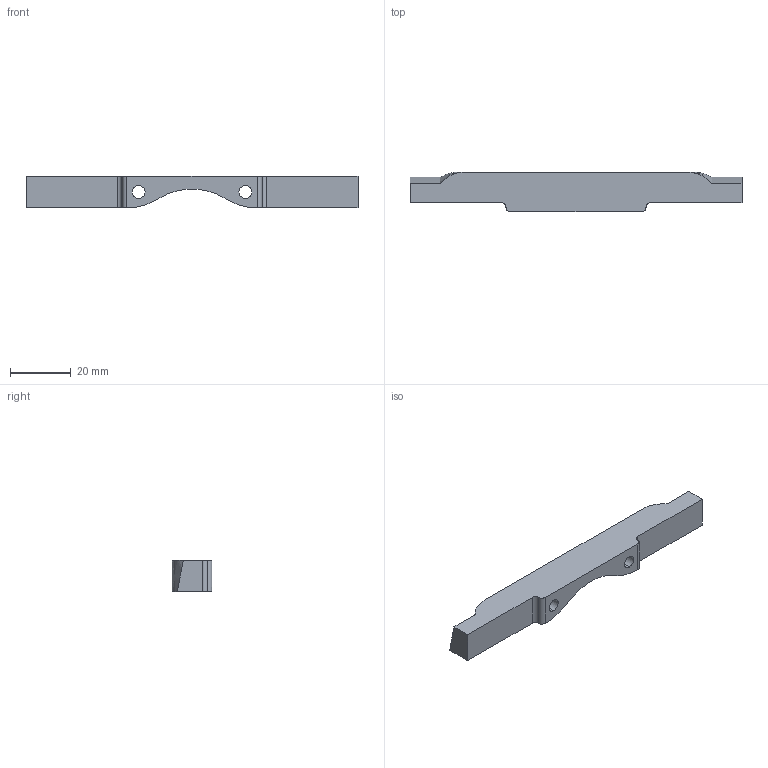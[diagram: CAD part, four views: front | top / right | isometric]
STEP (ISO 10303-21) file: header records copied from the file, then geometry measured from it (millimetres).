
FILE_DESCRIPTION (( 'STEP AP203' ), '1' );
FILE_NAME ('22_RAmotor_mount_low_200x200.step', '2020-05-23T22:41:46', ( '' ), ( '' ), 'SwSTEP 2.0', 'SolidWorks 2019', '' );
FILE_SCHEMA (( 'CONFIG_CONTROL_DESIGN' ));
Length unit declared in the file: millimetre
Products named in the file (1): 22_RAmotor_mount_low_200x200
Bounding box: 109 x 13 x 10.4 mm (x, y, z)
Volume: 9644.5 mm3; surface area: 4968.9 mm2
Topology: 1 solids, 1 shells, 30 faces, 78 edges, 52 vertices
Faces by surface type: cylinder 17, plane 11, bspline 2
Entity records: 1085 total; most frequent: CARTESIAN_POINT 249, DIRECTION 162, ORIENTED_EDGE 156, EDGE_CURVE 78, AXIS2_PLACEMENT_3D 63, VERTEX_POINT 52, LINE 36, VECTOR 36
